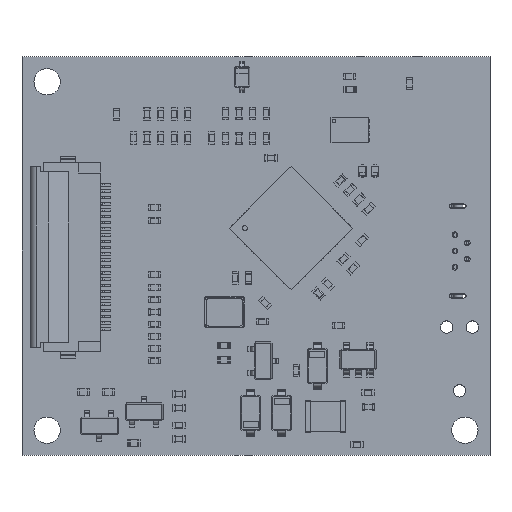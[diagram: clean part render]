
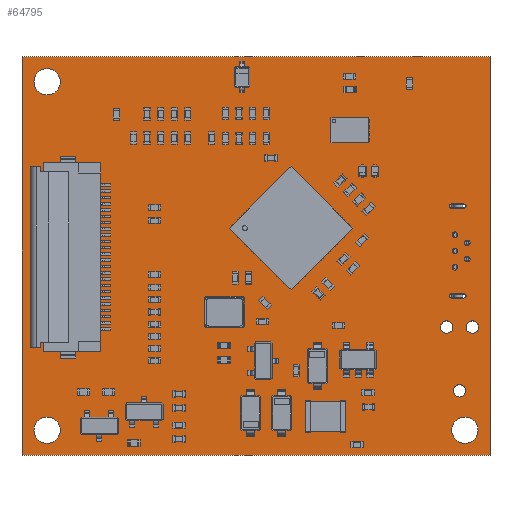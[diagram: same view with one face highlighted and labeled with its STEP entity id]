
A CAD part, top view. The second image highlights one B-rep face of the part: STEP entity #64795.
In plain terms, the highlighted planar face has unit normal (0, 0, 1).
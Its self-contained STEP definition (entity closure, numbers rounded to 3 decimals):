
#64490 = VERTEX_POINT('',#64491);
#64491 = CARTESIAN_POINT('',(174.68,-121.8,1.6));
#64497 = EDGE_CURVE('',#64490,#64498,#64500,.T.);
#64498 = VERTEX_POINT('',#64499);
#64499 = CARTESIAN_POINT('',(137.36,-121.8,1.6));
#64500 = LINE('',#64501,#64502);
#64501 = CARTESIAN_POINT('',(174.68,-121.8,1.6));
#64502 = VECTOR('',#64503,1.);
#64503 = DIRECTION('',(-1.,0.,0.));
#64530 = VERTEX_POINT('',#64531);
#64531 = CARTESIAN_POINT('',(174.68,-90.,1.6));
#64537 = EDGE_CURVE('',#64530,#64490,#64538,.T.);
#64538 = LINE('',#64539,#64540);
#64539 = CARTESIAN_POINT('',(174.68,-90.,1.6));
#64540 = VECTOR('',#64541,1.);
#64541 = DIRECTION('',(0.,-1.,0.));
#64559 = EDGE_CURVE('',#64498,#64560,#64562,.T.);
#64560 = VERTEX_POINT('',#64561);
#64561 = CARTESIAN_POINT('',(137.36,-90.,1.6));
#64562 = LINE('',#64563,#64564);
#64563 = CARTESIAN_POINT('',(137.36,-121.8,1.6));
#64564 = VECTOR('',#64565,1.);
#64565 = DIRECTION('',(0.,1.,0.));
#64795 = ADVANCED_FACE('',(#64796,#64807,#64818,#64829,#64840,#64851,
    #64887,#64898,#64909,#64920,#64931,#64942,#64953,#64989),#65000,.F.
  );
#64796 = FACE_BOUND('',#64797,.F.);
#64797 = EDGE_LOOP('',(#64798,#64799,#64800,#64806));
#64798 = ORIENTED_EDGE('',*,*,#64497,.T.);
#64799 = ORIENTED_EDGE('',*,*,#64559,.T.);
#64800 = ORIENTED_EDGE('',*,*,#64801,.T.);
#64801 = EDGE_CURVE('',#64560,#64530,#64802,.T.);
#64802 = LINE('',#64803,#64804);
#64803 = CARTESIAN_POINT('',(137.36,-90.,1.6));
#64804 = VECTOR('',#64805,1.);
#64805 = DIRECTION('',(1.,0.,0.));
#64806 = ORIENTED_EDGE('',*,*,#64537,.T.);
#64807 = FACE_BOUND('',#64808,.F.);
#64808 = EDGE_LOOP('',(#64809));
#64809 = ORIENTED_EDGE('',*,*,#64810,.F.);
#64810 = EDGE_CURVE('',#64811,#64811,#64813,.T.);
#64811 = VERTEX_POINT('',#64812);
#64812 = CARTESIAN_POINT('',(172.68,-120.85,1.6));
#64813 = CIRCLE('',#64814,1.05);
#64814 = AXIS2_PLACEMENT_3D('',#64815,#64816,#64817);
#64815 = CARTESIAN_POINT('',(172.68,-119.8,1.6));
#64816 = DIRECTION('',(-0.,0.,-1.));
#64817 = DIRECTION('',(-0.,-1.,0.));
#64818 = FACE_BOUND('',#64819,.F.);
#64819 = EDGE_LOOP('',(#64820));
#64820 = ORIENTED_EDGE('',*,*,#64821,.F.);
#64821 = EDGE_CURVE('',#64822,#64822,#64824,.T.);
#64822 = VERTEX_POINT('',#64823);
#64823 = CARTESIAN_POINT('',(172.25,-117.145,1.6));
#64824 = CIRCLE('',#64825,0.495);
#64825 = AXIS2_PLACEMENT_3D('',#64826,#64827,#64828);
#64826 = CARTESIAN_POINT('',(172.25,-116.65,1.6));
#64827 = DIRECTION('',(-0.,0.,-1.));
#64828 = DIRECTION('',(-0.,-1.,0.));
#64829 = FACE_BOUND('',#64830,.F.);
#64830 = EDGE_LOOP('',(#64831));
#64831 = ORIENTED_EDGE('',*,*,#64832,.F.);
#64832 = EDGE_CURVE('',#64833,#64833,#64835,.T.);
#64833 = VERTEX_POINT('',#64834);
#64834 = CARTESIAN_POINT('',(173.266,-112.065,1.6));
#64835 = CIRCLE('',#64836,0.495);
#64836 = AXIS2_PLACEMENT_3D('',#64837,#64838,#64839);
#64837 = CARTESIAN_POINT('',(173.266,-111.57,1.6));
#64838 = DIRECTION('',(-0.,0.,-1.));
#64839 = DIRECTION('',(0.,-1.,0.));
#64840 = FACE_BOUND('',#64841,.F.);
#64841 = EDGE_LOOP('',(#64842));
#64842 = ORIENTED_EDGE('',*,*,#64843,.F.);
#64843 = EDGE_CURVE('',#64844,#64844,#64846,.T.);
#64844 = VERTEX_POINT('',#64845);
#64845 = CARTESIAN_POINT('',(171.234,-112.065,1.6));
#64846 = CIRCLE('',#64847,0.495);
#64847 = AXIS2_PLACEMENT_3D('',#64848,#64849,#64850);
#64848 = CARTESIAN_POINT('',(171.234,-111.57,1.6));
#64849 = DIRECTION('',(-0.,0.,-1.));
#64850 = DIRECTION('',(0.,-1.,-0.));
#64851 = FACE_BOUND('',#64852,.F.);
#64852 = EDGE_LOOP('',(#64853,#64864,#64872,#64881));
#64853 = ORIENTED_EDGE('',*,*,#64854,.F.);
#64854 = EDGE_CURVE('',#64855,#64857,#64859,.T.);
#64855 = VERTEX_POINT('',#64856);
#64856 = CARTESIAN_POINT('',(172.595,-108.9,1.6));
#64857 = VERTEX_POINT('',#64858);
#64858 = CARTESIAN_POINT('',(172.595,-109.25,1.6));
#64859 = CIRCLE('',#64860,0.175);
#64860 = AXIS2_PLACEMENT_3D('',#64861,#64862,#64863);
#64861 = CARTESIAN_POINT('',(172.595,-109.075,1.6));
#64862 = DIRECTION('',(-0.,0.,-1.));
#64863 = DIRECTION('',(0.,-1.,0.));
#64864 = ORIENTED_EDGE('',*,*,#64865,.T.);
#64865 = EDGE_CURVE('',#64855,#64866,#64868,.T.);
#64866 = VERTEX_POINT('',#64867);
#64867 = CARTESIAN_POINT('',(171.595,-108.9,1.6));
#64868 = LINE('',#64869,#64870);
#64869 = CARTESIAN_POINT('',(164.308,-108.9,1.6));
#64870 = VECTOR('',#64871,1.);
#64871 = DIRECTION('',(-1.,0.,0.));
#64872 = ORIENTED_EDGE('',*,*,#64873,.F.);
#64873 = EDGE_CURVE('',#64874,#64866,#64876,.T.);
#64874 = VERTEX_POINT('',#64875);
#64875 = CARTESIAN_POINT('',(171.595,-109.25,1.6));
#64876 = CIRCLE('',#64877,0.175);
#64877 = AXIS2_PLACEMENT_3D('',#64878,#64879,#64880);
#64878 = CARTESIAN_POINT('',(171.595,-109.075,1.6));
#64879 = DIRECTION('',(0.,-0.,-1.));
#64880 = DIRECTION('',(0.,1.,-0.));
#64881 = ORIENTED_EDGE('',*,*,#64882,.T.);
#64882 = EDGE_CURVE('',#64874,#64857,#64883,.T.);
#64883 = LINE('',#64884,#64885);
#64884 = CARTESIAN_POINT('',(163.808,-109.25,1.6));
#64885 = VECTOR('',#64886,1.);
#64886 = DIRECTION('',(1.,0.,0.));
#64887 = FACE_BOUND('',#64888,.F.);
#64888 = EDGE_LOOP('',(#64889));
#64889 = ORIENTED_EDGE('',*,*,#64890,.F.);
#64890 = EDGE_CURVE('',#64891,#64891,#64893,.T.);
#64891 = VERTEX_POINT('',#64892);
#64892 = CARTESIAN_POINT('',(172.875,-106.37,1.6));
#64893 = CIRCLE('',#64894,0.22);
#64894 = AXIS2_PLACEMENT_3D('',#64895,#64896,#64897);
#64895 = CARTESIAN_POINT('',(172.875,-106.15,1.6));
#64896 = DIRECTION('',(-0.,0.,-1.));
#64897 = DIRECTION('',(-0.,-1.,0.));
#64898 = FACE_BOUND('',#64899,.F.);
#64899 = EDGE_LOOP('',(#64900));
#64900 = ORIENTED_EDGE('',*,*,#64901,.F.);
#64901 = EDGE_CURVE('',#64902,#64902,#64904,.T.);
#64902 = VERTEX_POINT('',#64903);
#64903 = CARTESIAN_POINT('',(171.875,-107.02,1.6));
#64904 = CIRCLE('',#64905,0.22);
#64905 = AXIS2_PLACEMENT_3D('',#64906,#64907,#64908);
#64906 = CARTESIAN_POINT('',(171.875,-106.8,1.6));
#64907 = DIRECTION('',(-0.,0.,-1.));
#64908 = DIRECTION('',(-0.,-1.,0.));
#64909 = FACE_BOUND('',#64910,.F.);
#64910 = EDGE_LOOP('',(#64911));
#64911 = ORIENTED_EDGE('',*,*,#64912,.F.);
#64912 = EDGE_CURVE('',#64913,#64913,#64915,.T.);
#64913 = VERTEX_POINT('',#64914);
#64914 = CARTESIAN_POINT('',(139.36,-120.85,1.6));
#64915 = CIRCLE('',#64916,1.05);
#64916 = AXIS2_PLACEMENT_3D('',#64917,#64918,#64919);
#64917 = CARTESIAN_POINT('',(139.36,-119.8,1.6));
#64918 = DIRECTION('',(-0.,0.,-1.));
#64919 = DIRECTION('',(-0.,-1.,0.));
#64920 = FACE_BOUND('',#64921,.F.);
#64921 = EDGE_LOOP('',(#64922));
#64922 = ORIENTED_EDGE('',*,*,#64923,.F.);
#64923 = EDGE_CURVE('',#64924,#64924,#64926,.T.);
#64924 = VERTEX_POINT('',#64925);
#64925 = CARTESIAN_POINT('',(171.875,-105.72,1.6));
#64926 = CIRCLE('',#64927,0.22);
#64927 = AXIS2_PLACEMENT_3D('',#64928,#64929,#64930);
#64928 = CARTESIAN_POINT('',(171.875,-105.5,1.6));
#64929 = DIRECTION('',(-0.,0.,-1.));
#64930 = DIRECTION('',(-0.,-1.,0.));
#64931 = FACE_BOUND('',#64932,.F.);
#64932 = EDGE_LOOP('',(#64933));
#64933 = ORIENTED_EDGE('',*,*,#64934,.F.);
#64934 = EDGE_CURVE('',#64935,#64935,#64937,.T.);
#64935 = VERTEX_POINT('',#64936);
#64936 = CARTESIAN_POINT('',(172.875,-105.07,1.6));
#64937 = CIRCLE('',#64938,0.22);
#64938 = AXIS2_PLACEMENT_3D('',#64939,#64940,#64941);
#64939 = CARTESIAN_POINT('',(172.875,-104.85,1.6));
#64940 = DIRECTION('',(-0.,0.,-1.));
#64941 = DIRECTION('',(-0.,-1.,0.));
#64942 = FACE_BOUND('',#64943,.F.);
#64943 = EDGE_LOOP('',(#64944));
#64944 = ORIENTED_EDGE('',*,*,#64945,.F.);
#64945 = EDGE_CURVE('',#64946,#64946,#64948,.T.);
#64946 = VERTEX_POINT('',#64947);
#64947 = CARTESIAN_POINT('',(171.875,-104.42,1.6));
#64948 = CIRCLE('',#64949,0.22);
#64949 = AXIS2_PLACEMENT_3D('',#64950,#64951,#64952);
#64950 = CARTESIAN_POINT('',(171.875,-104.2,1.6));
#64951 = DIRECTION('',(-0.,0.,-1.));
#64952 = DIRECTION('',(-0.,-1.,0.));
#64953 = FACE_BOUND('',#64954,.F.);
#64954 = EDGE_LOOP('',(#64955,#64966,#64974,#64983));
#64955 = ORIENTED_EDGE('',*,*,#64956,.F.);
#64956 = EDGE_CURVE('',#64957,#64959,#64961,.T.);
#64957 = VERTEX_POINT('',#64958);
#64958 = CARTESIAN_POINT('',(172.595,-101.75,1.6));
#64959 = VERTEX_POINT('',#64960);
#64960 = CARTESIAN_POINT('',(172.595,-102.1,1.6));
#64961 = CIRCLE('',#64962,0.175);
#64962 = AXIS2_PLACEMENT_3D('',#64963,#64964,#64965);
#64963 = CARTESIAN_POINT('',(172.595,-101.925,1.6));
#64964 = DIRECTION('',(-0.,0.,-1.));
#64965 = DIRECTION('',(0.,-1.,0.));
#64966 = ORIENTED_EDGE('',*,*,#64967,.T.);
#64967 = EDGE_CURVE('',#64957,#64968,#64970,.T.);
#64968 = VERTEX_POINT('',#64969);
#64969 = CARTESIAN_POINT('',(171.595,-101.75,1.6));
#64970 = LINE('',#64971,#64972);
#64971 = CARTESIAN_POINT('',(164.308,-101.75,1.6));
#64972 = VECTOR('',#64973,1.);
#64973 = DIRECTION('',(-1.,0.,0.));
#64974 = ORIENTED_EDGE('',*,*,#64975,.F.);
#64975 = EDGE_CURVE('',#64976,#64968,#64978,.T.);
#64976 = VERTEX_POINT('',#64977);
#64977 = CARTESIAN_POINT('',(171.595,-102.1,1.6));
#64978 = CIRCLE('',#64979,0.175);
#64979 = AXIS2_PLACEMENT_3D('',#64980,#64981,#64982);
#64980 = CARTESIAN_POINT('',(171.595,-101.925,1.6));
#64981 = DIRECTION('',(0.,-0.,-1.));
#64982 = DIRECTION('',(0.,1.,-0.));
#64983 = ORIENTED_EDGE('',*,*,#64984,.T.);
#64984 = EDGE_CURVE('',#64976,#64959,#64985,.T.);
#64985 = LINE('',#64986,#64987);
#64986 = CARTESIAN_POINT('',(163.808,-102.1,1.6));
#64987 = VECTOR('',#64988,1.);
#64988 = DIRECTION('',(1.,0.,0.));
#64989 = FACE_BOUND('',#64990,.F.);
#64990 = EDGE_LOOP('',(#64991));
#64991 = ORIENTED_EDGE('',*,*,#64992,.F.);
#64992 = EDGE_CURVE('',#64993,#64993,#64995,.T.);
#64993 = VERTEX_POINT('',#64994);
#64994 = CARTESIAN_POINT('',(139.36,-93.05,1.6));
#64995 = CIRCLE('',#64996,1.05);
#64996 = AXIS2_PLACEMENT_3D('',#64997,#64998,#64999);
#64997 = CARTESIAN_POINT('',(139.36,-92.,1.6));
#64998 = DIRECTION('',(-0.,0.,-1.));
#64999 = DIRECTION('',(-0.,-1.,0.));
#65000 = PLANE('',#65001);
#65001 = AXIS2_PLACEMENT_3D('',#65002,#65003,#65004);
#65002 = CARTESIAN_POINT('',(156.02,-105.9,1.6));
#65003 = DIRECTION('',(-0.,-0.,-1.));
#65004 = DIRECTION('',(-1.,0.,0.));
